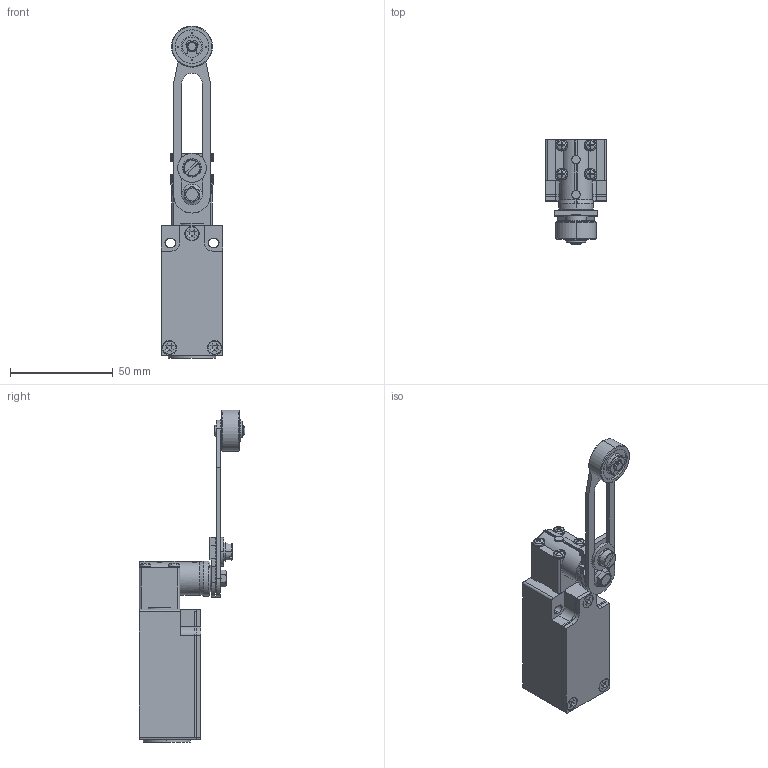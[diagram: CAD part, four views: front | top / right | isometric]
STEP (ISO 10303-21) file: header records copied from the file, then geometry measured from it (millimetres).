
FILE_DESCRIPTION (( 'STEP AP214' ), '1' );
FILE_NAME ('ZV7H-235-02Z.STEP', '2021-01-18T20:04:23', ( '' ), ( '' ), 'SwSTEP 2.0', 'SolidWorks 2019', '' );
FILE_SCHEMA (( 'AUTOMOTIVE_DESIGN' ));
Length unit declared in the file: inch
Products named in the file (1): ZV7H-235-02Z
Bounding box: 30 x 51.5 x 161.5 mm (x, y, z)
Volume: 69999.9 mm3; surface area: 19313.9 mm2
Topology: 1 solids, 1 shells, 753 faces, 1850 edges, 1146 vertices
Faces by surface type: plane 547, cylinder 160, bspline 24, cone 22
Entity records: 22434 total; most frequent: CARTESIAN_POINT 4648, ORIENTED_EDGE 3700, DIRECTION 3610, EDGE_CURVE 1850, VECTOR 1362, LINE 1362, VERTEX_POINT 1146, AXIS2_PLACEMENT_3D 1124
